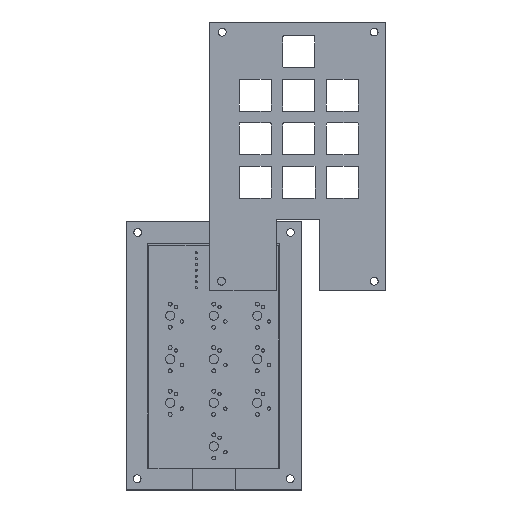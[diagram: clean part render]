
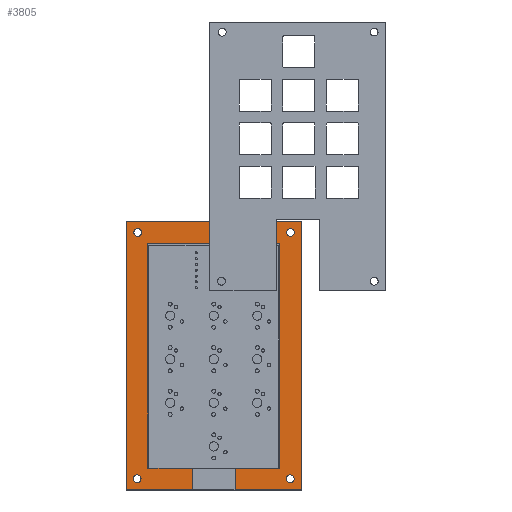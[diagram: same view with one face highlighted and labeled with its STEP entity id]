
A CAD part, top view. The second image highlights one B-rep face of the part: STEP entity #3805.
In plain terms, the highlighted planar face has unit normal (0, 0, 1).
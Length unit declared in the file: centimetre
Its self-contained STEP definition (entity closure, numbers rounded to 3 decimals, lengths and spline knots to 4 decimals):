
#306=FACE_BOUND('',#1053,.T.);
#307=FACE_BOUND('',#1054,.T.);
#308=FACE_BOUND('',#1055,.T.);
#309=FACE_BOUND('',#1056,.T.);
#519=CIRCLE('',#4220,0.17);
#521=CIRCLE('',#4224,0.17);
#523=CIRCLE('',#4228,0.17);
#525=CIRCLE('',#4232,0.17);
#707=FACE_OUTER_BOUND('',#1052,.T.);
#1052=EDGE_LOOP('',(#3533,#3534,#3535,#3536,#3537,#3538,#3539,#3540,#3541,
#3542,#3543,#3544));
#1053=EDGE_LOOP('',(#3545));
#1054=EDGE_LOOP('',(#3546));
#1055=EDGE_LOOP('',(#3547));
#1056=EDGE_LOOP('',(#3548));
#1320=LINE('',#6282,#1620);
#1323=LINE('',#6288,#1623);
#1325=LINE('',#6292,#1625);
#1329=LINE('',#6299,#1629);
#1330=LINE('',#6302,#1630);
#1334=LINE('',#6309,#1634);
#1339=LINE('',#6319,#1639);
#1344=LINE('',#6346,#1644);
#1346=LINE('',#6349,#1646);
#1349=LINE('',#6355,#1649);
#1351=LINE('',#6360,#1651);
#1354=LINE('',#6364,#1654);
#1620=VECTOR('',#5225,1.);
#1623=VECTOR('',#5230,1.);
#1625=VECTOR('',#5234,1.);
#1629=VECTOR('',#5238,1.);
#1630=VECTOR('',#5241,1.);
#1634=VECTOR('',#5245,1.);
#1639=VECTOR('',#5254,1.);
#1644=VECTOR('',#5285,1.);
#1646=VECTOR('',#5289,1.);
#1649=VECTOR('',#5294,1.);
#1651=VECTOR('',#5298,1.);
#1654=VECTOR('',#5303,1.);
#1967=VERTEX_POINT('',#6279);
#1968=VERTEX_POINT('',#6281);
#1969=VERTEX_POINT('',#6285);
#1970=VERTEX_POINT('',#6287);
#1971=VERTEX_POINT('',#6291);
#1974=VERTEX_POINT('',#6297);
#1975=VERTEX_POINT('',#6301);
#1978=VERTEX_POINT('',#6307);
#1981=VERTEX_POINT('',#6317);
#1990=VERTEX_POINT('',#6345);
#1992=VERTEX_POINT('',#6353);
#1994=VERTEX_POINT('',#6359);
#1995=VERTEX_POINT('',#6367);
#1997=VERTEX_POINT('',#6374);
#1999=VERTEX_POINT('',#6381);
#2001=VERTEX_POINT('',#6388);
#2464=EDGE_CURVE('',#1968,#1967,#1320,.T.);
#2467=EDGE_CURVE('',#1970,#1969,#1323,.T.);
#2469=EDGE_CURVE('',#1971,#1970,#1325,.T.);
#2473=EDGE_CURVE('',#1967,#1974,#1329,.T.);
#2474=EDGE_CURVE('',#1975,#1968,#1330,.T.);
#2478=EDGE_CURVE('',#1969,#1978,#1334,.T.);
#2483=EDGE_CURVE('',#1974,#1981,#1339,.T.);
#2496=EDGE_CURVE('',#1990,#1971,#1344,.T.);
#2498=EDGE_CURVE('',#1981,#1990,#1346,.T.);
#2501=EDGE_CURVE('',#1978,#1992,#1349,.T.);
#2503=EDGE_CURVE('',#1994,#1975,#1351,.T.);
#2506=EDGE_CURVE('',#1992,#1994,#1354,.T.);
#2507=EDGE_CURVE('',#1995,#1995,#519,.T.);
#2510=EDGE_CURVE('',#1997,#1997,#521,.T.);
#2513=EDGE_CURVE('',#1999,#1999,#523,.T.);
#2516=EDGE_CURVE('',#2001,#2001,#525,.T.);
#3533=ORIENTED_EDGE('',*,*,#2467,.T.);
#3534=ORIENTED_EDGE('',*,*,#2478,.T.);
#3535=ORIENTED_EDGE('',*,*,#2501,.T.);
#3536=ORIENTED_EDGE('',*,*,#2506,.T.);
#3537=ORIENTED_EDGE('',*,*,#2503,.T.);
#3538=ORIENTED_EDGE('',*,*,#2474,.T.);
#3539=ORIENTED_EDGE('',*,*,#2464,.T.);
#3540=ORIENTED_EDGE('',*,*,#2473,.T.);
#3541=ORIENTED_EDGE('',*,*,#2483,.T.);
#3542=ORIENTED_EDGE('',*,*,#2498,.T.);
#3543=ORIENTED_EDGE('',*,*,#2496,.T.);
#3544=ORIENTED_EDGE('',*,*,#2469,.T.);
#3545=ORIENTED_EDGE('',*,*,#2513,.T.);
#3546=ORIENTED_EDGE('',*,*,#2507,.T.);
#3547=ORIENTED_EDGE('',*,*,#2510,.T.);
#3548=ORIENTED_EDGE('',*,*,#2516,.T.);
#3623=PLANE('',#4234);
#3805=ADVANCED_FACE('',(#707,#306,#307,#308,#309),#3623,.T.);
#4220=AXIS2_PLACEMENT_3D('',#6368,#5308,#5309);
#4224=AXIS2_PLACEMENT_3D('',#6375,#5317,#5318);
#4228=AXIS2_PLACEMENT_3D('',#6382,#5326,#5327);
#4232=AXIS2_PLACEMENT_3D('',#6389,#5335,#5336);
#4234=AXIS2_PLACEMENT_3D('',#6393,#5340,#5341);
#5225=DIRECTION('',(0.,1.,0.));
#5230=DIRECTION('',(0.,-1.,0.));
#5234=DIRECTION('',(-1.,0.,0.));
#5238=DIRECTION('',(-1.,0.,0.));
#5241=DIRECTION('',(1.,0.,0.));
#5245=DIRECTION('',(1.,0.,0.));
#5254=DIRECTION('',(0.,1.,0.));
#5285=DIRECTION('',(0.,-1.,0.));
#5289=DIRECTION('',(1.,0.,0.));
#5294=DIRECTION('',(0.,1.,0.));
#5298=DIRECTION('',(0.,-1.,0.));
#5303=DIRECTION('',(-1.,0.,0.));
#5308=DIRECTION('center_axis',(0.,0.,-1.));
#5309=DIRECTION('ref_axis',(-1.,0.,0.));
#5317=DIRECTION('center_axis',(0.,0.,-1.));
#5318=DIRECTION('ref_axis',(-1.,0.,0.));
#5326=DIRECTION('center_axis',(0.,0.,-1.));
#5327=DIRECTION('ref_axis',(-1.,0.,0.));
#5335=DIRECTION('center_axis',(0.,0.,-1.));
#5336=DIRECTION('ref_axis',(-1.,0.,0.));
#5340=DIRECTION('center_axis',(0.,0.,1.));
#5341=DIRECTION('ref_axis',(-1.,0.,0.));
#6279=CARTESIAN_POINT('',(-8.4611,-12.74,1.3));
#6281=CARTESIAN_POINT('',(-8.4611,-13.69,1.3));
#6282=CARTESIAN_POINT('',(-8.4611,-13.445,1.3));
#6285=CARTESIAN_POINT('',(-6.6111,-13.69,1.3));
#6287=CARTESIAN_POINT('',(-6.6111,-12.74,1.3));
#6288=CARTESIAN_POINT('',(-6.6111,-12.9703,1.3));
#6291=CARTESIAN_POINT('',(-4.6461,-12.74,1.3));
#6292=CARTESIAN_POINT('',(-4.6461,-12.74,1.3));
#6297=CARTESIAN_POINT('',(-10.4261,-12.74,1.3));
#6299=CARTESIAN_POINT('',(-4.6461,-12.74,1.3));
#6301=CARTESIAN_POINT('',(-11.3761,-13.69,1.3));
#6302=CARTESIAN_POINT('',(-3.6961,-13.69,1.3));
#6307=CARTESIAN_POINT('',(-3.6961,-13.69,1.3));
#6309=CARTESIAN_POINT('',(-3.6961,-13.69,1.3));
#6317=CARTESIAN_POINT('',(-10.4261,-2.9,1.3));
#6319=CARTESIAN_POINT('',(-10.4261,-12.74,1.3));
#6345=CARTESIAN_POINT('',(-4.6461,-2.9,1.3));
#6346=CARTESIAN_POINT('',(-4.6461,-2.9,1.3));
#6349=CARTESIAN_POINT('',(-10.4261,-2.9,1.3));
#6353=CARTESIAN_POINT('',(-3.6961,-1.95,1.3));
#6355=CARTESIAN_POINT('',(-3.6961,-1.95,1.3));
#6359=CARTESIAN_POINT('',(-11.3761,-1.95,1.3));
#6360=CARTESIAN_POINT('',(-11.3761,-13.69,1.3));
#6364=CARTESIAN_POINT('',(-11.3761,-1.95,1.3));
#6367=CARTESIAN_POINT('',(-10.6948,-2.4274,1.3));
#6368=CARTESIAN_POINT('Origin',(-10.8648,-2.4274,1.3));
#6374=CARTESIAN_POINT('',(-4.0167,-2.4274,1.3));
#6375=CARTESIAN_POINT('Origin',(-4.1867,-2.4274,1.3));
#6381=CARTESIAN_POINT('',(-10.7221,-13.2,1.3));
#6382=CARTESIAN_POINT('Origin',(-10.8921,-13.2,1.3));
#6388=CARTESIAN_POINT('',(-4.0221,-13.2,1.3));
#6389=CARTESIAN_POINT('Origin',(-4.1921,-13.2,1.3));
#6393=CARTESIAN_POINT('Origin',(-4.1921,-13.2,1.3));
